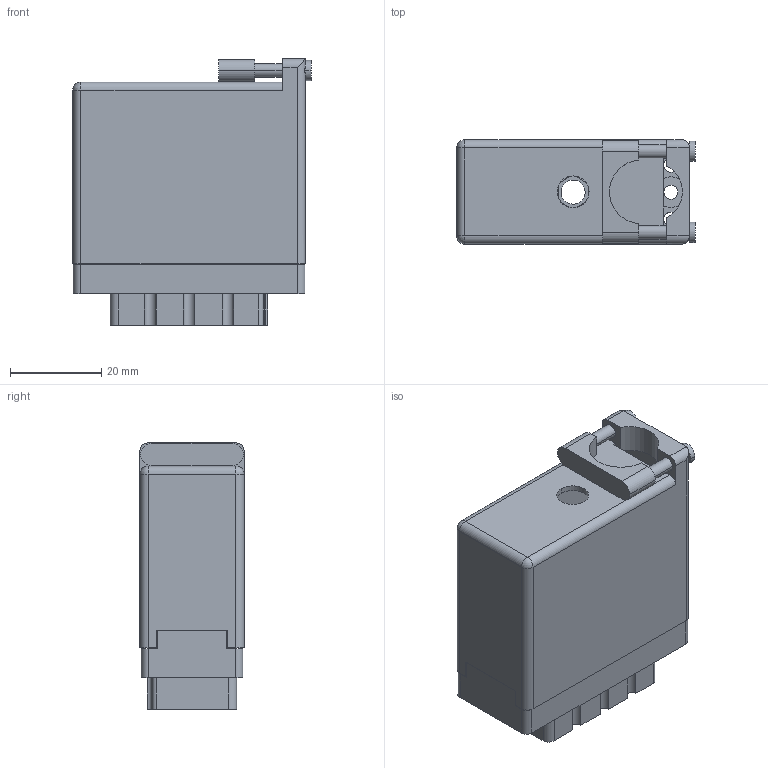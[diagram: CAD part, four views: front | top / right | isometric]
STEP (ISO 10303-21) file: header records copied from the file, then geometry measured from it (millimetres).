
FILE_DESCRIPTION (( 'STEP AP203' ), '1' );
FILE_NAME ('516-038-501-260.STEP', '2020-09-08T14:59:04', ( '' ), ( '' ), 'SwSTEP 2.0', 'SolidWorks 2020', '' );
FILE_SCHEMA (( 'CONFIG_CONTROL_DESIGN' ));
Length unit declared in the file: inch
Products named in the file (4): 516-038-501-260; 516-292-001_501 Contact; 516-230-001_Metal - 038 Top Entry; 516 Part Receptacle_038
Assembly tree (41 placements, depth 2):
  516-038-501-260
    516 Part Receptacle_038
    516-292-001_501 Contact  x39
    516-230-001_Metal - 038 Top Entry
Bounding box: 52.27 x 22.83 x 58.34 mm (x, y, z)
Volume: 21209.3 mm3; surface area: 35859.1 mm2
Topology: 41 solids, 41 shells, 3788 faces, 10984 edges, 7290 vertices
Faces by surface type: plane 2269, cylinder 1281, bspline 234, cone 2, sphere 2
Entity records: 36966 total; most frequent: CARTESIAN_POINT 6547, ORIENTED_EDGE 6156, DIRECTION 6025, EDGE_CURVE 3078, VECTOR 2231, LINE 2231, VERTEX_POINT 2046, AXIS2_PLACEMENT_3D 1897
